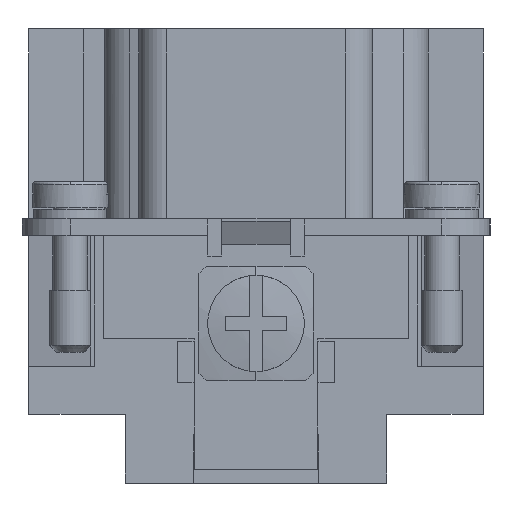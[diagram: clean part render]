
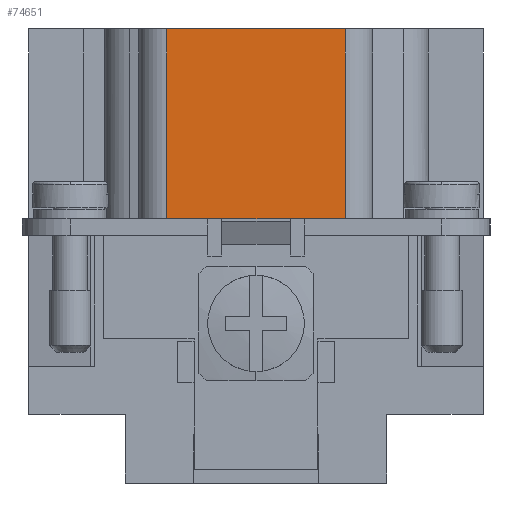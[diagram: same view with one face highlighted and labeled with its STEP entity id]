
A CAD part, left-side view. The second image highlights one B-rep face of the part: STEP entity #74651.
In plain terms, the highlighted planar face has unit normal (-1, 0, 0).
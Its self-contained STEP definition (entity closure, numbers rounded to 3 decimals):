
#65446=CARTESIAN_POINT('',(-55.0,6.5,33.0));
#65447=VERTEX_POINT('',#65446);
#65455=CARTESIAN_POINT('',(-55.0,-6.5,33.0));
#65456=VERTEX_POINT('',#65455);
#65457=CARTESIAN_POINT('',(-55.0,-6.5,33.0));
#65458=DIRECTION('',(0.0,1.0,0.0));
#65459=VECTOR('',#65458,13.);
#65460=LINE('',#65457,#65459);
#65461=EDGE_CURVE('',#65456,#65447,#65460,.T.);
#73537=CARTESIAN_POINT('',(-55.0,-3.5,19.2));
#73538=VERTEX_POINT('',#73537);
#73545=CARTESIAN_POINT('',(-55.0,3.5,19.2));
#73546=VERTEX_POINT('',#73545);
#73547=CARTESIAN_POINT('',(-55.0,3.5,19.2));
#73548=DIRECTION('',(0.0,-1.0,0.0));
#73549=VECTOR('',#73548,7.);
#73550=LINE('',#73547,#73549);
#73551=EDGE_CURVE('',#73546,#73538,#73550,.T.);
#74602=CARTESIAN_POINT('',(-55.0,-6.5,19.2));
#74603=VERTEX_POINT('',#74602);
#74604=CARTESIAN_POINT('',(-55.0,-6.5,19.2));
#74605=DIRECTION('',(0.0,0.0,1.0));
#74606=VECTOR('',#74605,13.8);
#74607=LINE('',#74604,#74606);
#74608=EDGE_CURVE('',#74603,#65456,#74607,.T.);
#74621=CARTESIAN_POINT('',(-55.0,-6.5,19.2));
#74622=DIRECTION('',(-1.0,0.0,0.0));
#74623=DIRECTION('',(0.0,0.0,1.0));
#74624=AXIS2_PLACEMENT_3D('',#74621,#74622,#74623);
#74625=PLANE('',#74624);
#74626=ORIENTED_EDGE('',*,*,#65461,.T.);
#74627=CARTESIAN_POINT('',(-55.0,6.5,19.2));
#74628=VERTEX_POINT('',#74627);
#74629=CARTESIAN_POINT('',(-55.0,6.5,19.2));
#74630=DIRECTION('',(0.0,0.0,1.0));
#74631=VECTOR('',#74630,13.8);
#74632=LINE('',#74629,#74631);
#74633=EDGE_CURVE('',#74628,#65447,#74632,.T.);
#74634=ORIENTED_EDGE('',*,*,#74633,.F.);
#74635=CARTESIAN_POINT('',(-55.0,3.5,19.2));
#74636=DIRECTION('',(0.0,1.0,0.0));
#74637=VECTOR('',#74636,3.);
#74638=LINE('',#74635,#74637);
#74639=EDGE_CURVE('',#73546,#74628,#74638,.T.);
#74640=ORIENTED_EDGE('',*,*,#74639,.F.);
#74641=ORIENTED_EDGE('',*,*,#73551,.T.);
#74642=CARTESIAN_POINT('',(-55.0,-6.5,19.2));
#74643=DIRECTION('',(0.0,1.0,0.0));
#74644=VECTOR('',#74643,3.);
#74645=LINE('',#74642,#74644);
#74646=EDGE_CURVE('',#74603,#73538,#74645,.T.);
#74647=ORIENTED_EDGE('',*,*,#74646,.F.);
#74648=ORIENTED_EDGE('',*,*,#74608,.T.);
#74649=EDGE_LOOP('',(#74626,#74634,#74640,#74641,#74647,#74648));
#74650=FACE_OUTER_BOUND('',#74649,.T.);
#74651=ADVANCED_FACE('',(#74650),#74625,.T.);
